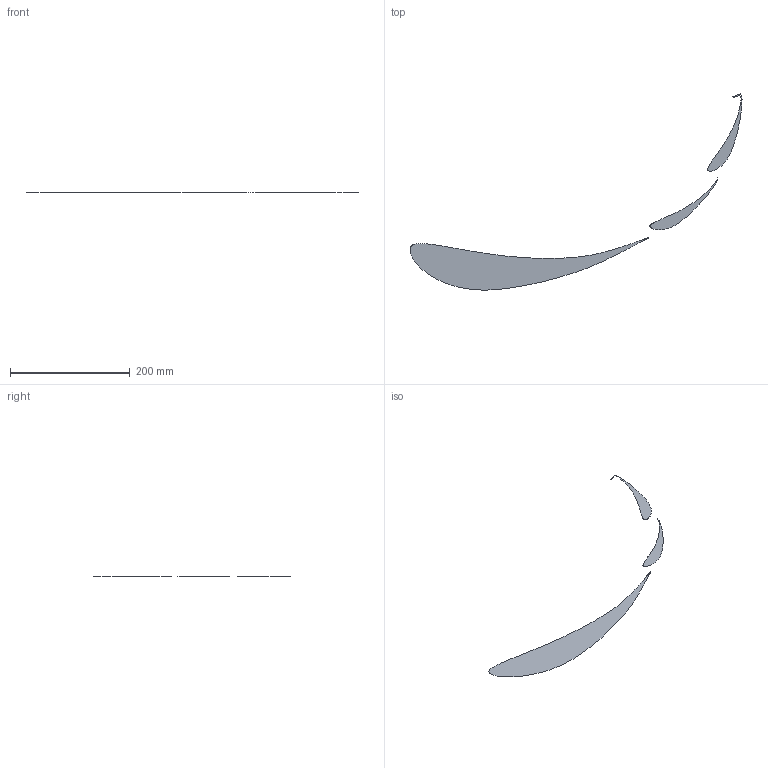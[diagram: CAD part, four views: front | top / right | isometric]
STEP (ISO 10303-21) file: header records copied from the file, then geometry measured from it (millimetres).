
FILE_DESCRIPTION(('CATIA V5 STEP Exchange'),'2;1');
FILE_NAME('Maxdownforce.stp','2019-10-01T06:49:36+00:00',('none'),('none'),'CATIA Version 5 Release 19 SP 2 (IN-10)','CATIA V5 STEP AP214','none');
FILE_SCHEMA(('AUTOMOTIVE_DESIGN { 1 0 10303 214 1 1 1 1 }'));
Length unit declared in the file: millimetre
Products named in the file (1): optim
Bounding box: 553.86 x 327.38 x 0 mm (x, y, z)
Surface area: 18001.3 mm2 (no closed solid volume)
Topology: 0 solids, 3 shells, 3 faces, 257 edges, 258 vertices
Faces by surface type: plane 3
Entity records: 2960 total; most frequent: CARTESIAN_POINT 1847, ORIENTED_EDGE 257, EDGE_CURVE 257, VERTEX_POINT 257, B_SPLINE_CURVE_WITH_KNOTS 253, DIRECTION 10, AXIS2_PLACEMENT_3D 4, STYLED_ITEM 4
